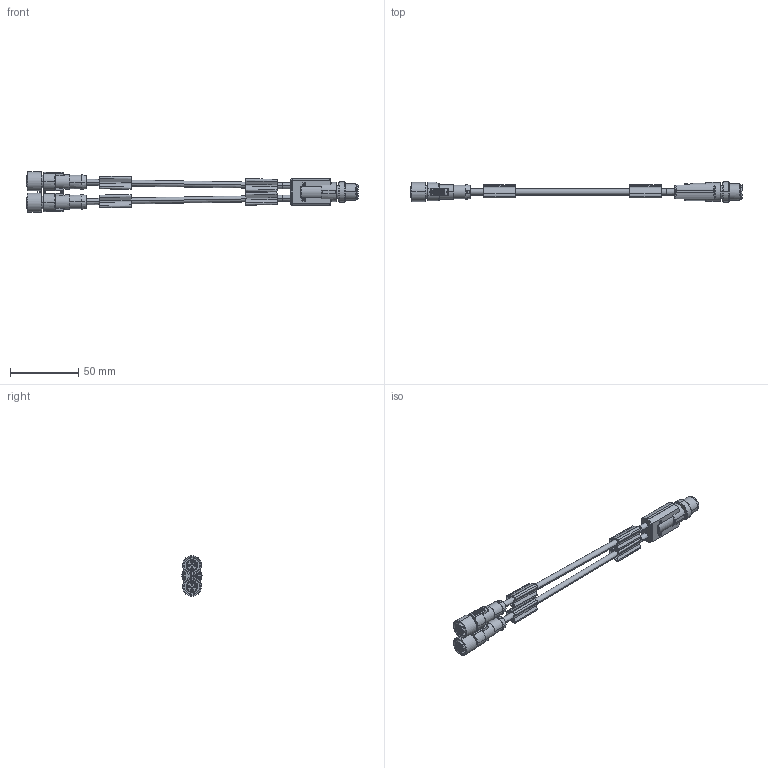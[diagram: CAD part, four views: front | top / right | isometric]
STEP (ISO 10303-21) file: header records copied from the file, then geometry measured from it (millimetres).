
FILE_DESCRIPTION(('SolidDesigner STEP Export'),'2;1');
FILE_NAME('1668988.stp','2011-11-03T13:14:23',(''),(''),'CoCreate Modeling STEP processor for AP214 (Solid Model)','CoCreate Modeling 16.00A 16-Aug-2008 (C) Parametric Technology GmbH','');
FILE_SCHEMA(('AUTOMOTIVE_DESIGN { 1 0 10303 214 1 1 1 1 }'));
Products named in the file (2): 1668988
Assembly tree (1 placements, depth 2):
  1668988
    1668988
Bounding box: 243.34 x 14.8 x 29.72 mm (x, y, z)
Volume: 23499.8 mm3; surface area: 19043.7 mm2
Topology: 1 solids, 1 shells, 1732 faces, 4752 edges, 3140 vertices
Faces by surface type: plane 1135, cylinder 304, extrusion 138, torus 62, cone 57, bspline 36
Entity records: 77378 total; most frequent: CARTESIAN_POINT 23538, ORIENTED_EDGE 9496, DIRECTION 7387, EDGE_CURVE 4748, VECTOR 3511, LINE 3373, VERTEX_POINT 3140, AXIS2_PLACEMENT_3D 1938
